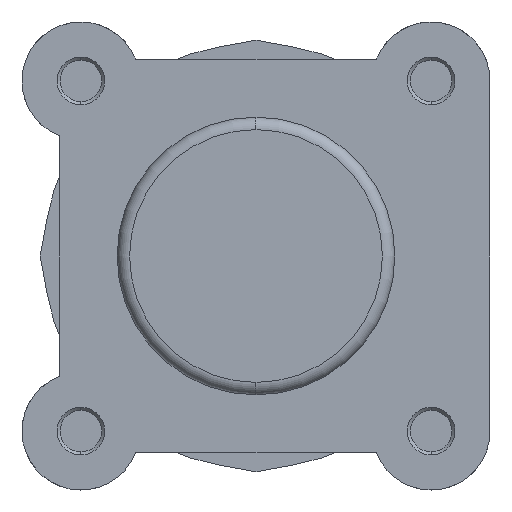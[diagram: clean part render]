
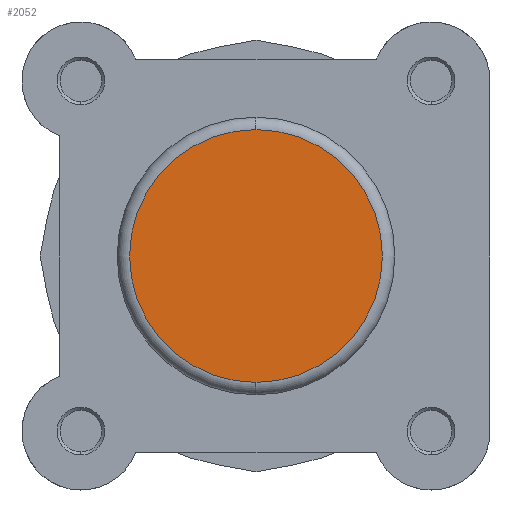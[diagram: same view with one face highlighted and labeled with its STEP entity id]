
A CAD part, left-side view. The second image highlights one B-rep face of the part: STEP entity #2052.
In plain terms, the highlighted planar face has unit normal (-1, 0, 0).
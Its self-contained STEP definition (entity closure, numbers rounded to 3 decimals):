
#199 = ORIENTED_EDGE ( 'NONE', *, *, #1780, .T. ) ;
#200 = ORIENTED_EDGE ( 'NONE', *, *, #1835, .T. ) ;
#1076 = CARTESIAN_POINT ( 'NONE',  ( 0., 0., 0. ) ) ;
#1077 = DIRECTION ( 'NONE',  ( -1., 0., 0. ) ) ;
#1078 = DIRECTION ( 'NONE',  ( 0., 0., -1. ) ) ;
#1212 = CARTESIAN_POINT ( 'NONE',  ( 0., 0., 0. ) ) ;
#1219 = DIRECTION ( 'NONE',  ( -1., 0., 0. ) ) ;
#1220 = DIRECTION ( 'NONE',  ( 0., 0., -1. ) ) ;
#1429 = CARTESIAN_POINT ( 'NONE',  ( 0., 0., 0. ) ) ;
#1430 = PLANE ( 'NONE',  #2694 ) ;
#1432 = DIRECTION ( 'NONE',  ( 1., 0., 0. ) ) ;
#1433 = DIRECTION ( 'NONE',  ( 0., 0., -1. ) ) ;
#1780 = EDGE_CURVE ( 'NONE', #4082, #4081, #3682, .T. ) ;
#1835 = EDGE_CURVE ( 'NONE', #4081, #4082, #3758, .T. ) ;
#2052 = ADVANCED_FACE ( 'NONE', ( #3871 ), #1430, .F. ) ;
#2605 = AXIS2_PLACEMENT_3D ( 'NONE', #1076, #1077, #1078 ) ;
#2635 = AXIS2_PLACEMENT_3D ( 'NONE', #1212, #1219, #1220 ) ;
#2694 = AXIS2_PLACEMENT_3D ( 'NONE', #1429, #1432, #1433 ) ;
#3270 = EDGE_LOOP ( 'NONE', ( #200, #199 ) ) ;
#3682 = CIRCLE ( 'NONE', #2605, 20.4 ) ;
#3758 = CIRCLE ( 'NONE', #2635, 20.4 ) ;
#3871 = FACE_OUTER_BOUND ( 'NONE', #3270, .T. ) ;
#4081 = VERTEX_POINT ( 'NONE', #5079 ) ;
#4082 = VERTEX_POINT ( 'NONE', #5080 ) ;
#5079 = CARTESIAN_POINT ( 'NONE',  ( 0., 0., -20.4 ) ) ;
#5080 = CARTESIAN_POINT ( 'NONE',  ( 0., 0., 20.4 ) ) ;
